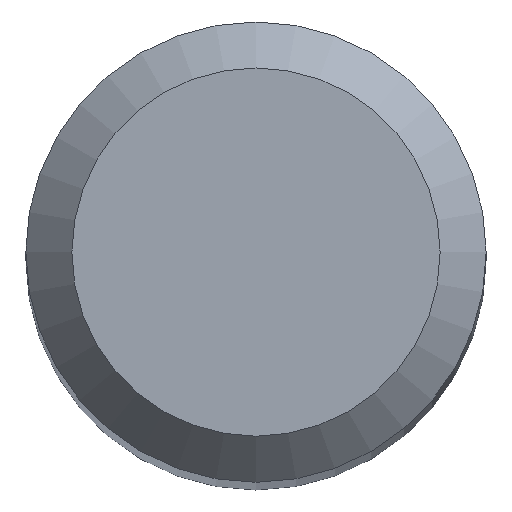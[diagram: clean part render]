
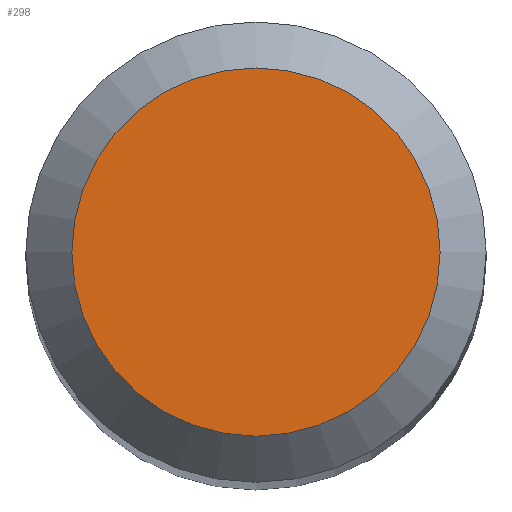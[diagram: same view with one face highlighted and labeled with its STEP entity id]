
A CAD part, top view. The second image highlights one B-rep face of the part: STEP entity #298.
In plain terms, the highlighted planar face has unit normal (0, 0, 1).
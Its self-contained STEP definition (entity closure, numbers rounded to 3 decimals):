
#4 = CIRCLE ( 'NONE', #279, 1.2 ) ;
#16 = VERTEX_POINT ( 'NONE', #117 ) ;
#18 = EDGE_LOOP ( 'NONE', ( #212 ) ) ;
#30 = AXIS2_PLACEMENT_3D ( 'NONE', #242, #127, #103 ) ;
#80 = DIRECTION ( 'NONE',  ( 0., 1., 0. ) ) ;
#103 = DIRECTION ( 'NONE',  ( 0., 1., 0. ) ) ;
#117 = CARTESIAN_POINT ( 'NONE',  ( 0., 1.2, 50. ) ) ;
#127 = DIRECTION ( 'NONE',  ( 0., 0., -1. ) ) ;
#148 = FACE_OUTER_BOUND ( 'NONE', #18, .T. ) ;
#154 = DIRECTION ( 'NONE',  ( 0., 0., -1. ) ) ;
#212 = ORIENTED_EDGE ( 'NONE', *, *, #255, .F. ) ;
#240 = PLANE ( 'NONE',  #30 ) ;
#242 = CARTESIAN_POINT ( 'NONE',  ( 0., 0., 50. ) ) ;
#255 = EDGE_CURVE ( 'NONE', #16, #16, #4, .T. ) ;
#263 = CARTESIAN_POINT ( 'NONE',  ( 0., 0., 50. ) ) ;
#279 = AXIS2_PLACEMENT_3D ( 'NONE', #263, #154, #80 ) ;
#298 = ADVANCED_FACE ( 'NONE', ( #148 ), #240, .F. ) ;
